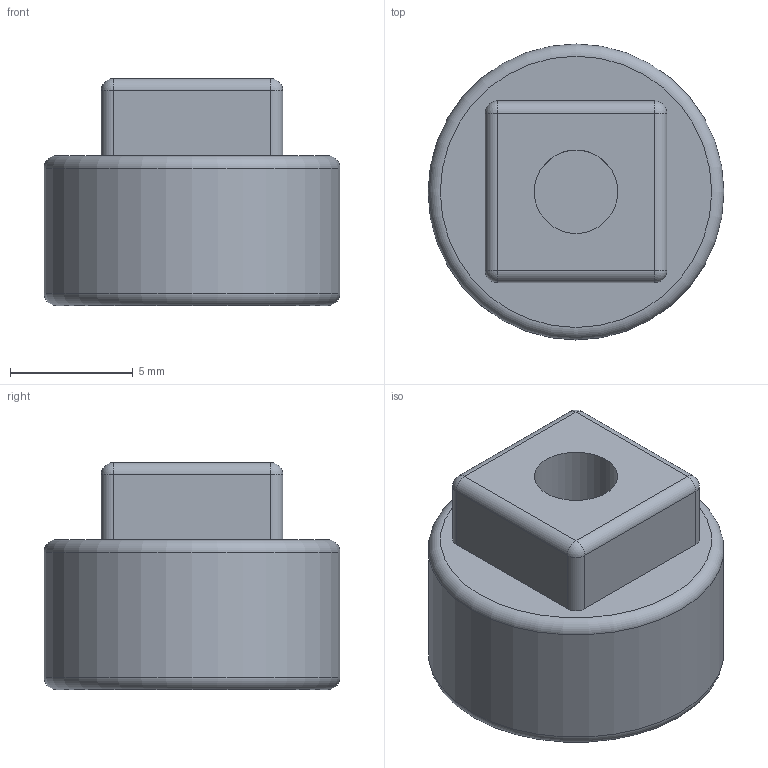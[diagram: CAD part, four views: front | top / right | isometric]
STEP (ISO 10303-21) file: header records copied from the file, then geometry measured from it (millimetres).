
FILE_DESCRIPTION(/* description */ (''),/* implementation_level */ '2;1');
FILE_NAME(/* name */ 'TireLock.step',/* time_stamp */ '2023-05-04T14:54:03+01:00',/* author */ (''),/* organization */ (''),/* preprocessor_version */ 'ST-DEVELOPER v19.2',/* originating_system */ 'Autodesk Translation Framework v12.4.0.73',/* authorisation */ '');
FILE_SCHEMA (('AUTOMOTIVE_DESIGN { 1 0 10303 214 3 1 1 }'));
Length unit declared in the file: millimetre
Products named in the file (1): Rover
Bounding box: 12.05 x 12.05 x 9.25 mm (x, y, z)
Volume: 735.5 mm3; surface area: 649.1 mm2
Topology: 1 solids, 1 shells, 33 faces, 67 edges, 39 vertices
Faces by surface type: cylinder 14, plane 13, sphere 4, torus 2
Full cylindrical faces by diameter (mm): 3.4 x1, 12.05 x1
Entity records: 911 total; most frequent: DIRECTION 164, CARTESIAN_POINT 140, ORIENTED_EDGE 134, EDGE_CURVE 67, AXIS2_PLACEMENT_3D 63, VERTEX_POINT 39, LINE 38, VECTOR 38
